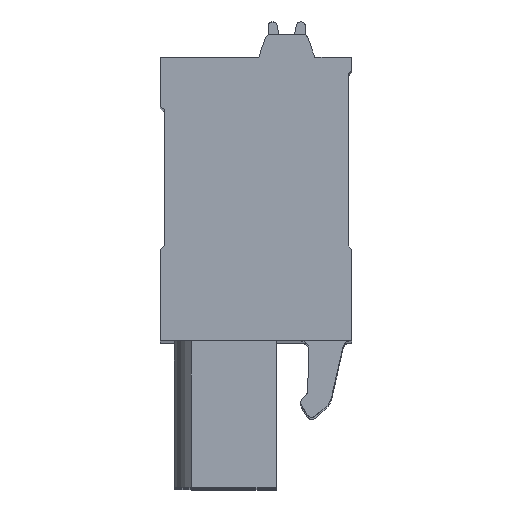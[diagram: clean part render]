
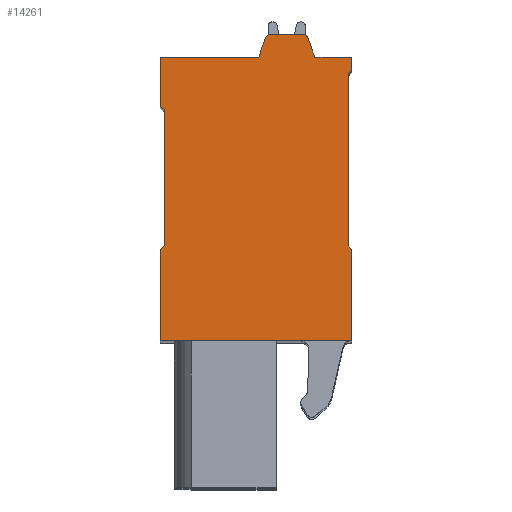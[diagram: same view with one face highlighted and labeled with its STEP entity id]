
A CAD part, top view. The second image highlights one B-rep face of the part: STEP entity #14261.
In plain terms, the highlighted planar face has unit normal (0, 0, 1).
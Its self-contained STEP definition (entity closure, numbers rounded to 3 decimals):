
#79=DIRECTION('',(1.,0.,0.));
#80=VECTOR('',#79,10.9);
#81=CARTESIAN_POINT('',(2.897,12.335,2.54));
#82=LINE('',#81,#80);
#1859=DIRECTION('',(0.,-1.,0.));
#1860=VECTOR('',#1859,5.2);
#1861=CARTESIAN_POINT('',(2.897,17.535,2.54));
#1862=LINE('',#1861,#1860);
#1863=DIRECTION('',(-0.781,-0.625,0.));
#1864=VECTOR('',#1863,0.32);
#1865=CARTESIAN_POINT('',(3.147,17.735,2.54));
#1866=LINE('',#1865,#1864);
#1867=DIRECTION('',(0.,-1.,0.));
#1868=VECTOR('',#1867,7.75);
#1869=CARTESIAN_POINT('',(3.147,25.485,2.54));
#1870=LINE('',#1869,#1868);
#1871=DIRECTION('',(0.781,-0.625,0.));
#1872=VECTOR('',#1871,0.32);
#1873=CARTESIAN_POINT('',(2.897,25.685,2.54));
#1874=LINE('',#1873,#1872);
#1875=DIRECTION('',(0.,-1.,0.));
#1876=VECTOR('',#1875,2.8);
#1877=CARTESIAN_POINT('',(2.897,28.485,2.54));
#1878=LINE('',#1877,#1876);
#1879=DIRECTION('',(-1.,0.,0.));
#1880=VECTOR('',#1879,5.6);
#1881=CARTESIAN_POINT('',(8.497,28.485,2.54));
#1882=LINE('',#1881,#1880);
#1883=DIRECTION('',(-0.342,-0.94,0.));
#1884=VECTOR('',#1883,1.173);
#1885=CARTESIAN_POINT('',(8.899,29.588,2.54));
#1886=LINE('',#1885,#1884);
#1887=CARTESIAN_POINT('',(9.181,29.485,2.54));
#1888=DIRECTION('',(0.,0.,1.));
#1889=DIRECTION('',(0.,1.,0.));
#1890=AXIS2_PLACEMENT_3D('',#1887,#1888,#1889);
#1892=DIRECTION('',(-1.,0.,0.));
#1893=VECTOR('',#1892,1.834);
#1894=CARTESIAN_POINT('',(11.014,29.785,2.54));
#1895=LINE('',#1894,#1893);
#1896=CARTESIAN_POINT('',(11.014,29.485,2.54));
#1897=DIRECTION('',(0.,0.,1.));
#1898=DIRECTION('',(0.94,0.342,0.));
#1899=AXIS2_PLACEMENT_3D('',#1896,#1897,#1898);
#1901=DIRECTION('',(-0.342,0.94,0.));
#1902=VECTOR('',#1901,1.173);
#1903=CARTESIAN_POINT('',(11.697,28.485,2.54));
#1904=LINE('',#1903,#1902);
#1905=DIRECTION('',(-1.,0.,0.));
#1906=VECTOR('',#1905,2.1);
#1907=CARTESIAN_POINT('',(13.797,28.485,2.54));
#1908=LINE('',#1907,#1906);
#1909=DIRECTION('',(0.,1.,0.));
#1910=VECTOR('',#1909,0.75);
#1911=CARTESIAN_POINT('',(13.797,27.735,2.54));
#1912=LINE('',#1911,#1910);
#1913=DIRECTION('',(0.707,0.707,0.));
#1914=VECTOR('',#1913,0.283);
#1915=CARTESIAN_POINT('',(13.597,27.535,2.54));
#1916=LINE('',#1915,#1914);
#1917=DIRECTION('',(0.,1.,0.));
#1918=VECTOR('',#1917,9.8);
#1919=CARTESIAN_POINT('',(13.597,17.735,2.54));
#1920=LINE('',#1919,#1918);
#1921=DIRECTION('',(-0.707,0.707,0.));
#1922=VECTOR('',#1921,0.283);
#1923=CARTESIAN_POINT('',(13.797,17.535,2.54));
#1924=LINE('',#1923,#1922);
#1925=DIRECTION('',(0.,1.,0.));
#1926=VECTOR('',#1925,5.2);
#1927=CARTESIAN_POINT('',(13.797,12.335,2.54));
#1928=LINE('',#1927,#1926);
#9873=CARTESIAN_POINT('',(2.897,28.485,2.54));
#9874=CARTESIAN_POINT('',(2.897,25.685,2.54));
#9875=VERTEX_POINT('',#9873);
#9876=VERTEX_POINT('',#9874);
#9877=CARTESIAN_POINT('',(3.147,25.485,2.54));
#9878=VERTEX_POINT('',#9877);
#9879=CARTESIAN_POINT('',(3.147,17.735,2.54));
#9880=VERTEX_POINT('',#9879);
#9881=CARTESIAN_POINT('',(2.897,17.535,2.54));
#9882=VERTEX_POINT('',#9881);
#9883=CARTESIAN_POINT('',(2.897,12.335,2.54));
#9884=VERTEX_POINT('',#9883);
#9885=CARTESIAN_POINT('',(13.797,12.335,2.54));
#9886=CARTESIAN_POINT('',(13.797,17.535,2.54));
#9887=VERTEX_POINT('',#9885);
#9888=VERTEX_POINT('',#9886);
#9889=CARTESIAN_POINT('',(13.597,17.735,2.54));
#9890=VERTEX_POINT('',#9889);
#9891=CARTESIAN_POINT('',(13.597,27.535,2.54));
#9892=VERTEX_POINT('',#9891);
#9893=CARTESIAN_POINT('',(13.797,27.735,2.54));
#9894=VERTEX_POINT('',#9893);
#9895=CARTESIAN_POINT('',(13.797,28.485,2.54));
#9896=VERTEX_POINT('',#9895);
#9897=CARTESIAN_POINT('',(11.697,28.485,2.54));
#9898=VERTEX_POINT('',#9897);
#9899=CARTESIAN_POINT('',(11.296,29.588,2.54));
#9900=VERTEX_POINT('',#9899);
#9901=CARTESIAN_POINT('',(11.014,29.785,2.54));
#9902=VERTEX_POINT('',#9901);
#9903=CARTESIAN_POINT('',(9.181,29.785,2.54));
#9904=VERTEX_POINT('',#9903);
#9905=CARTESIAN_POINT('',(8.899,29.588,2.54));
#9906=VERTEX_POINT('',#9905);
#9907=CARTESIAN_POINT('',(8.497,28.485,2.54));
#9908=VERTEX_POINT('',#9907);
#14228=CARTESIAN_POINT('',(0.,0.,2.54));
#14229=DIRECTION('',(0.,0.,1.));
#14230=DIRECTION('',(1.,0.,0.));
#14231=AXIS2_PLACEMENT_3D('',#14228,#14229,#14230);
#14232=PLANE('',#14231);
#14233=ORIENTED_EDGE('',*,*,#12849,.F.);
#14234=ORIENTED_EDGE('',*,*,#13014,.F.);
#14235=ORIENTED_EDGE('',*,*,#13028,.F.);
#14236=ORIENTED_EDGE('',*,*,#13042,.F.);
#14237=ORIENTED_EDGE('',*,*,#13056,.F.);
#14238=ORIENTED_EDGE('',*,*,#13070,.F.);
#14239=ORIENTED_EDGE('',*,*,#13098,.F.);
#14241=ORIENTED_EDGE('',*,*,#14240,.F.);
#14243=ORIENTED_EDGE('',*,*,#14242,.F.);
#14245=ORIENTED_EDGE('',*,*,#14244,.F.);
#14246=ORIENTED_EDGE('',*,*,#13982,.F.);
#14247=ORIENTED_EDGE('',*,*,#13711,.F.);
#14248=ORIENTED_EDGE('',*,*,#13090,.F.);
#14250=ORIENTED_EDGE('',*,*,#14249,.F.);
#14252=ORIENTED_EDGE('',*,*,#14251,.F.);
#14254=ORIENTED_EDGE('',*,*,#14253,.F.);
#14256=ORIENTED_EDGE('',*,*,#14255,.F.);
#14258=ORIENTED_EDGE('',*,*,#14257,.F.);
#14259=EDGE_LOOP('',(#14233,#14234,#14235,#14236,#14237,#14238,#14239,#14241,
#14243,#14245,#14246,#14247,#14248,#14250,#14252,#14254,#14256,#14258));
#14260=FACE_OUTER_BOUND('',#14259,.F.);
#14261=ADVANCED_FACE('',(#14260),#14232,.T.);
#1891=CIRCLE('',#1890,0.3);
#1900=CIRCLE('',#1899,0.3);
#12849=EDGE_CURVE('',#9884,#9887,#82,.T.);
#13014=EDGE_CURVE('',#9882,#9884,#1862,.T.);
#13028=EDGE_CURVE('',#9880,#9882,#1866,.T.);
#13042=EDGE_CURVE('',#9878,#9880,#1870,.T.);
#13056=EDGE_CURVE('',#9876,#9878,#1874,.T.);
#13070=EDGE_CURVE('',#9875,#9876,#1878,.T.);
#13090=EDGE_CURVE('',#9896,#9898,#1908,.T.);
#13098=EDGE_CURVE('',#9908,#9875,#1882,.T.);
#13711=EDGE_CURVE('',#9898,#9900,#1904,.T.);
#13982=EDGE_CURVE('',#9900,#9902,#1900,.T.);
#14240=EDGE_CURVE('',#9906,#9908,#1886,.T.);
#14242=EDGE_CURVE('',#9904,#9906,#1891,.T.);
#14244=EDGE_CURVE('',#9902,#9904,#1895,.T.);
#14249=EDGE_CURVE('',#9894,#9896,#1912,.T.);
#14251=EDGE_CURVE('',#9892,#9894,#1916,.T.);
#14253=EDGE_CURVE('',#9890,#9892,#1920,.T.);
#14255=EDGE_CURVE('',#9888,#9890,#1924,.T.);
#14257=EDGE_CURVE('',#9887,#9888,#1928,.T.);
